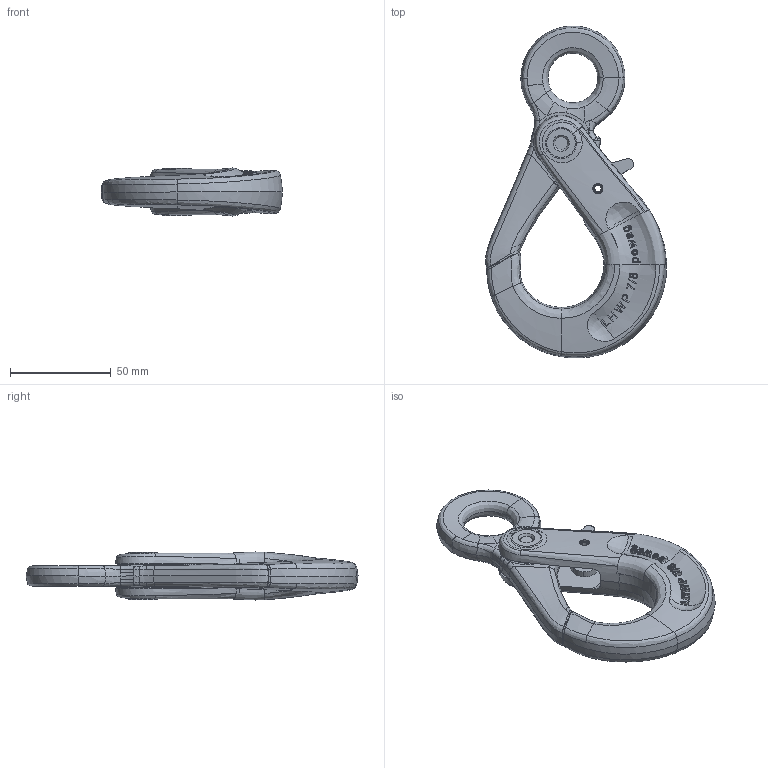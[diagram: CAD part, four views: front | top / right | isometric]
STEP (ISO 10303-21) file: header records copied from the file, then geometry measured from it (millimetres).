
FILE_DESCRIPTION(('STEP AP203'),'1');
FILE_NAME('lhwp_7_8.stp','2018-10-22T19:31:43',('TraceParts'),('TraceParts S.A.'),'Spatial InterOp 3D',' ',' ');
FILE_SCHEMA(('CONFIG_CONTROL_DESIGN'));
Length unit declared in the file: millimetre
Products named in the file (1): 1
Bounding box: 89.89 x 164.8 x 23.83 mm (x, y, z)
Volume: 102510.9 mm3; surface area: 31980 mm2
Topology: 6 solids, 6 shells, 491 faces, 1330 edges, 859 vertices
Faces by surface type: bspline 201, plane 125, extrusion 93, cylinder 50, cone 16, torus 4, sphere 2
Entity records: 38084 total; most frequent: CARTESIAN_POINT 28097, ORIENTED_EDGE 2638, EDGE_CURVE 1319, B_SPLINE_CURVE_WITH_KNOTS 1007, DIRECTION 1004, VERTEX_POINT 859, EDGE_LOOP 526, ADVANCED_FACE 491
